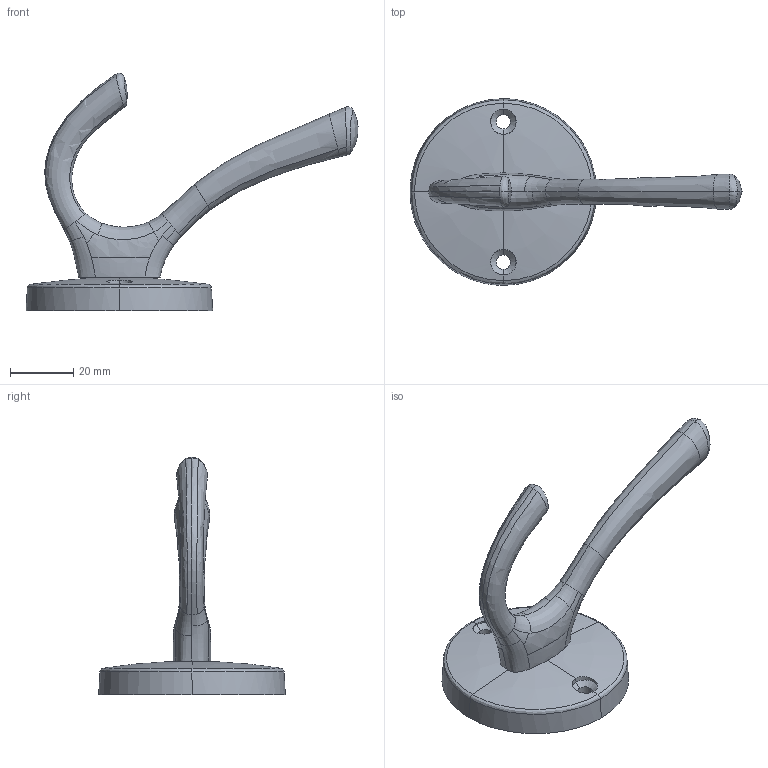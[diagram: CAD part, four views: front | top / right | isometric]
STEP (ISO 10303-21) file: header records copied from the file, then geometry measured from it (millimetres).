
FILE_DESCRIPTION(/* description */ (''),/* implementation_level */ '2;1');
FILE_NAME(/* name */ '6589-00',/* time_stamp */ '2023-06-30T11:25:00+08:00',/* author */ (''),/* organization */ (''),/* preprocessor_version */ 'ST-DEVELOPER v16.5',/* originating_system */ '',/* authorisation */ '');
FILE_SCHEMA (('CONFIG_CONTROL_DESIGN'));
Length unit declared in the file: millimetre
Products named in the file (1): Document
Bounding box: 105.26 x 59.19 x 75.3 mm (x, y, z)
Volume: 18802.9 mm3; surface area: 14971 mm2
Topology: 2 solids, 2 shells, 148 faces, 403 edges, 251 vertices
Faces by surface type: bspline 107, plane 33, cylinder 8
Entity records: 14767 total; most frequent: CARTESIAN_POINT 12214, ORIENTED_EDGE 798, EDGE_CURVE 399, B_SPLINE_CURVE_WITH_KNOTS 351, VERTEX_POINT 251, EDGE_LOOP 152, ADVANCED_FACE 148, FACE_OUTER_BOUND 148
